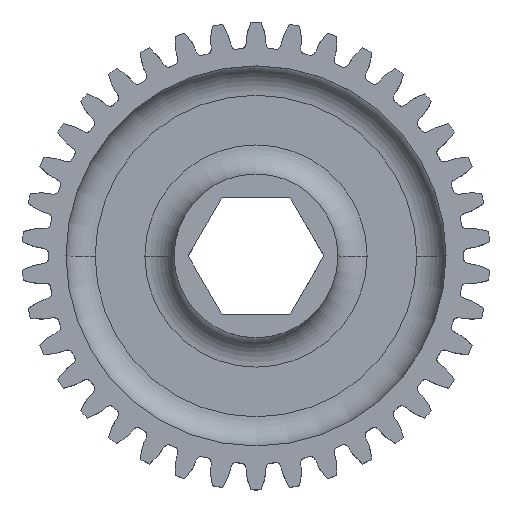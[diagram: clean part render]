
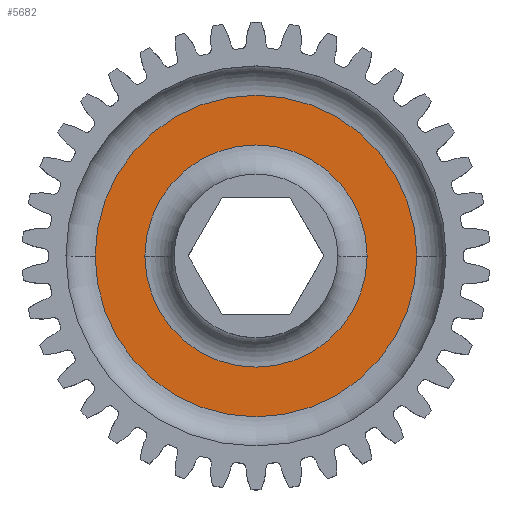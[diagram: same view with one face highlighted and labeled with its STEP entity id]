
A CAD part, top view. The second image highlights one B-rep face of the part: STEP entity #5682.
In plain terms, the highlighted planar face has unit normal (0, 0, 1).
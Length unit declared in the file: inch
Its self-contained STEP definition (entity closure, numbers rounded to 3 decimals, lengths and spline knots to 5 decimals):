
#371 = CARTESIAN_POINT ( 'NONE',  ( 0., 0., -0.0975 ) ) ;
#428 = VERTEX_POINT ( 'NONE', #3379 ) ;
#884 = DIRECTION ( 'NONE',  ( 1., 0., 0. ) ) ;
#1070 = VERTEX_POINT ( 'NONE', #11679 ) ;
#1721 = PLANE ( 'NONE',  #12590 ) ;
#1960 = AXIS2_PLACEMENT_3D ( 'NONE', #371, #9600, #2711 ) ;
#2711 = DIRECTION ( 'NONE',  ( 1., 0., 0. ) ) ;
#3124 = DIRECTION ( 'NONE',  ( 0., 0., -1. ) ) ;
#3143 = DIRECTION ( 'NONE',  ( 0., 0., 1. ) ) ;
#3379 = CARTESIAN_POINT ( 'NONE',  ( 0.6875, 0., -0.0975 ) ) ;
#4186 = VERTEX_POINT ( 'NONE', #6650 ) ;
#5411 = FACE_OUTER_BOUND ( 'NONE', #11915, .T. ) ;
#5570 = DIRECTION ( 'NONE',  ( 1., 0., 0. ) ) ;
#5682 = ADVANCED_FACE ( 'NONE', ( #9958, #5411 ), #1721, .T. ) ;
#6650 = CARTESIAN_POINT ( 'NONE',  ( 0.475, 0., -0.0975 ) ) ;
#6954 = VERTEX_POINT ( 'NONE', #14817 ) ;
#7355 = DIRECTION ( 'NONE',  ( 1., 0., 0. ) ) ;
#7362 = EDGE_LOOP ( 'NONE', ( #7591, #9152 ) ) ;
#7517 = CIRCLE ( 'NONE', #11399, 0.475 ) ;
#7591 = ORIENTED_EDGE ( 'NONE', *, *, #12711, .T. ) ;
#7662 = CARTESIAN_POINT ( 'NONE',  ( 0., 0., -0.0975 ) ) ;
#7989 = DIRECTION ( 'NONE',  ( 0., 0., 1. ) ) ;
#8225 = AXIS2_PLACEMENT_3D ( 'NONE', #13749, #7989, #5570 ) ;
#8468 = CIRCLE ( 'NONE', #8225, 0.6875 ) ;
#8737 = ORIENTED_EDGE ( 'NONE', *, *, #10345, .T. ) ;
#9152 = ORIENTED_EDGE ( 'NONE', *, *, #11462, .T. ) ;
#9600 = DIRECTION ( 'NONE',  ( 0., 0., 1. ) ) ;
#9958 = FACE_BOUND ( 'NONE', #7362, .T. ) ;
#10345 = EDGE_CURVE ( 'NONE', #1070, #428, #14060, .T. ) ;
#10842 = CARTESIAN_POINT ( 'NONE',  ( 0., 0., -0.0975 ) ) ;
#11399 = AXIS2_PLACEMENT_3D ( 'NONE', #10842, #13259, #7355 ) ;
#11462 = EDGE_CURVE ( 'NONE', #6954, #4186, #7517, .T. ) ;
#11614 = AXIS2_PLACEMENT_3D ( 'NONE', #7662, #3124, #14290 ) ;
#11679 = CARTESIAN_POINT ( 'NONE',  ( -0.6875, 0., -0.0975 ) ) ;
#11915 = EDGE_LOOP ( 'NONE', ( #13972, #8737 ) ) ;
#12590 = AXIS2_PLACEMENT_3D ( 'NONE', #14429, #3143, #884 ) ;
#12711 = EDGE_CURVE ( 'NONE', #4186, #6954, #13548, .T. ) ;
#13228 = EDGE_CURVE ( 'NONE', #428, #1070, #8468, .T. ) ;
#13259 = DIRECTION ( 'NONE',  ( 0., 0., -1. ) ) ;
#13548 = CIRCLE ( 'NONE', #11614, 0.475 ) ;
#13749 = CARTESIAN_POINT ( 'NONE',  ( 0., 0., -0.0975 ) ) ;
#13972 = ORIENTED_EDGE ( 'NONE', *, *, #13228, .T. ) ;
#14060 = CIRCLE ( 'NONE', #1960, 0.6875 ) ;
#14290 = DIRECTION ( 'NONE',  ( 1., 0., 0. ) ) ;
#14429 = CARTESIAN_POINT ( 'NONE',  ( 0., 1., -0.0975 ) ) ;
#14817 = CARTESIAN_POINT ( 'NONE',  ( -0.475, 0., -0.0975 ) ) ;
